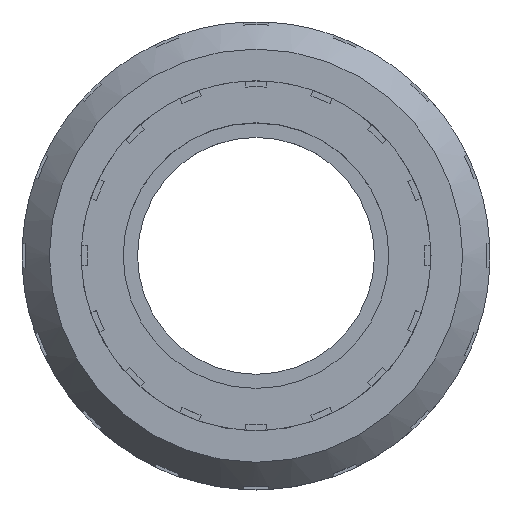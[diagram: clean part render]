
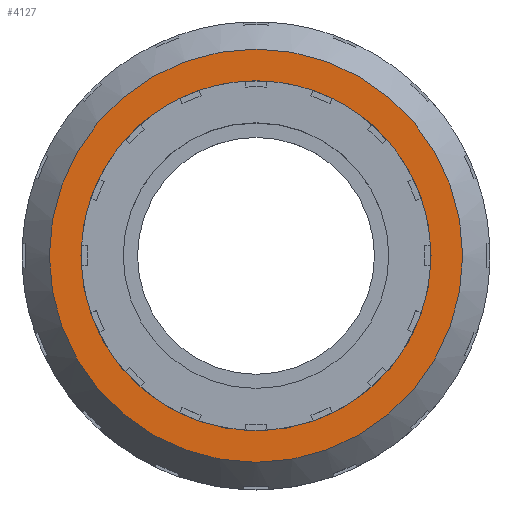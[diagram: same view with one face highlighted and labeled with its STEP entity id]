
A CAD part, top view. The second image highlights one B-rep face of the part: STEP entity #4127.
In plain terms, the highlighted face is planar.
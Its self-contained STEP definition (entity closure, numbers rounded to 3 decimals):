
#910=PLANE($,#4566);
#935=FACE_BOUND($,#1394,.T.);
#1155=FACE_OUTER_BOUND($,#1393,.T.);
#1393=EDGE_LOOP($,(#3759));
#1394=EDGE_LOOP($,(#3760));
#1616=CIRCLE($,#4559,34.885);
#1619=CIRCLE($,#4567,29.55);
#2023=VERTEX_POINT($,#7082);
#2028=VERTEX_POINT($,#7101);
#2620=EDGE_CURVE($,#2023,#2023,#1616,.T.);
#2629=EDGE_CURVE($,#2028,#2028,#1619,.T.);
#3759=ORIENTED_EDGE($,*,*,#2620,.F.);
#3760=ORIENTED_EDGE($,*,*,#2629,.T.);
#4127=ADVANCED_FACE($,(#1155,#935),#910,.T.);
#4559=AXIS2_PLACEMENT_3D($,#7083,#5767,#5768);
#4566=AXIS2_PLACEMENT_3D($,#7100,#5787,#5788);
#4567=AXIS2_PLACEMENT_3D($,#7102,#5789,#5790);
#5767=DIRECTION('center_axis',(0.,0.,1.));
#5768=DIRECTION('ref_axis',(0.,-1.,0.));
#5787=DIRECTION('center_axis',(0.,0.,-1.));
#5788=DIRECTION('ref_axis',(-1.,0.,0.));
#5789=DIRECTION('center_axis',(0.,0.,1.));
#5790=DIRECTION('ref_axis',(0.,-1.,0.));
#7082=CARTESIAN_POINT('',(0.,-34.885,0.));
#7083=CARTESIAN_POINT('Origin',(0.,0.,0.));
#7100=CARTESIAN_POINT('Origin',(0.,-32.217,0.));
#7101=CARTESIAN_POINT('',(0.,-29.55,0.));
#7102=CARTESIAN_POINT('Origin',(0.,0.,0.));
